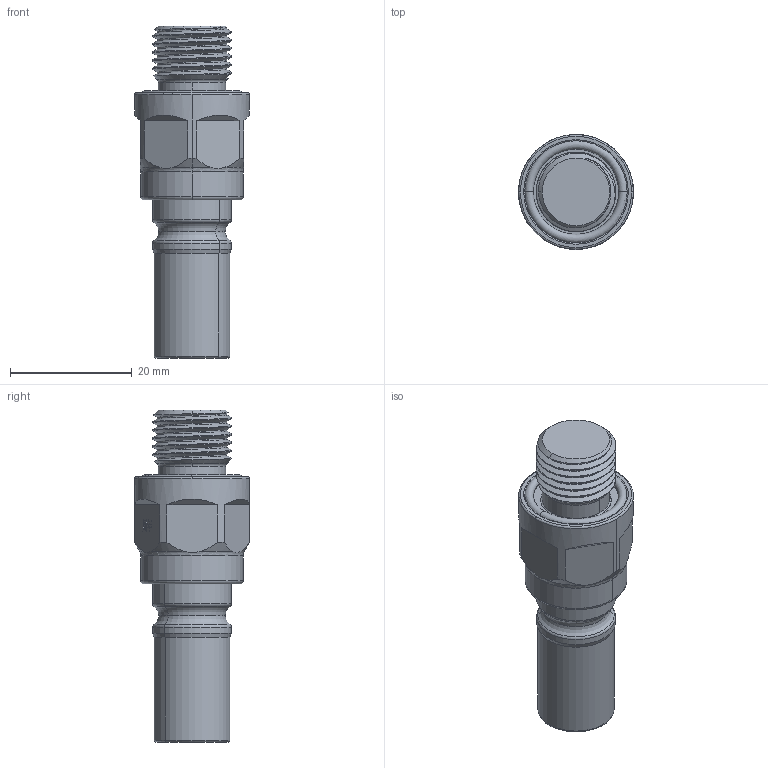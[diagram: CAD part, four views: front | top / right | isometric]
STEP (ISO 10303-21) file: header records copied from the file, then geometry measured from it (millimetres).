
FILE_DESCRIPTION (( 'STEP AP214' ), '1' );
FILE_NAME ('BSL 06P G14M-SS.STEP', '2025-01-20T07:11:59', ( 'Windows 蚚誧' ), ( '' ), 'SwSTEP 2.0', 'SolidWorks 2023', '' );
FILE_SCHEMA (( 'AUTOMOTIVE_DESIGN' ));
Length unit declared in the file: millimetre
Products named in the file (1): BSL 06P G14M-SS
Bounding box: 18.9 x 18.9 x 54.6 mm (x, y, z)
Volume: 8713.9 mm3; surface area: 3396.1 mm2
Topology: 1 solids, 2 shells, 380 faces, 998 edges, 656 vertices
Faces by surface type: plane 167, bspline 127, cylinder 42, torus 30, cone 14
Entity records: 21102 total; most frequent: CARTESIAN_POINT 8820, ORIENTED_EDGE 1996, DIRECTION 1106, EDGE_CURVE 998, VERTEX_POINT 656, B_SPLINE_CURVE_WITH_KNOTS 509, EDGE_LOOP 414, UNCERTAINTY_MEASURE_WITH_UNIT 382
